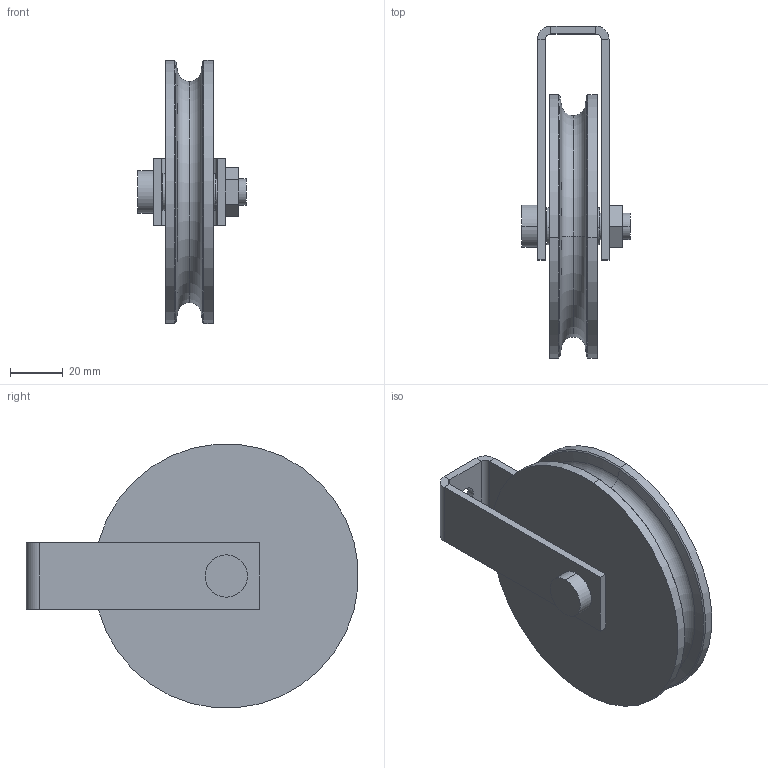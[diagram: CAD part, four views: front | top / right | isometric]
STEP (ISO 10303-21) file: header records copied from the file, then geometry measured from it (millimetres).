
FILE_DESCRIPTION (( 'STEP AP214' ), '1' );
FILE_NAME ('Seilrolle 100 mit Bügel.STEP', '2021-03-03T12:16:02', ( '' ), ( '' ), 'SwSTEP 2.0', 'SolidWorks 2018', '' );
FILE_SCHEMA (( 'AUTOMOTIVE_DESIGN' ));
Length unit declared in the file: millimetre
Products named in the file (4): Seilrolle 100-9 mit Gleitlager; Schrauben Mutter Darstellung; Bügel 100; Seilrolle 100 mit Bügel
Assembly tree (3 placements, depth 2):
  Seilrolle 100 mit Bügel
    Bügel 100
    Seilrolle 100-9 mit Gleitlager
    Schrauben Mutter Darstellung
Bounding box: 41 x 125.57 x 99.64 mm (x, y, z)
Volume: 139405.5 mm3; surface area: 37691.5 mm2
Topology: 3 solids, 3 shells, 71 faces, 150 edges, 90 vertices
Faces by surface type: plane 33, cylinder 26, cone 8, torus 4
Entity records: 2060 total; most frequent: DIRECTION 370, CARTESIAN_POINT 317, ORIENTED_EDGE 300, EDGE_CURVE 150, AXIS2_PLACEMENT_3D 143, VERTEX_POINT 90, LINE 84, EDGE_LOOP 84
